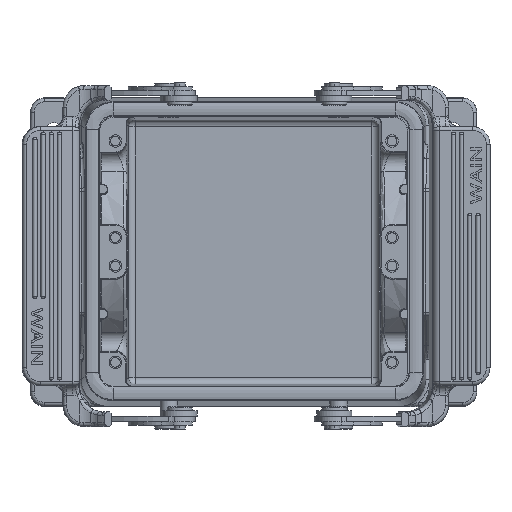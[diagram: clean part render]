
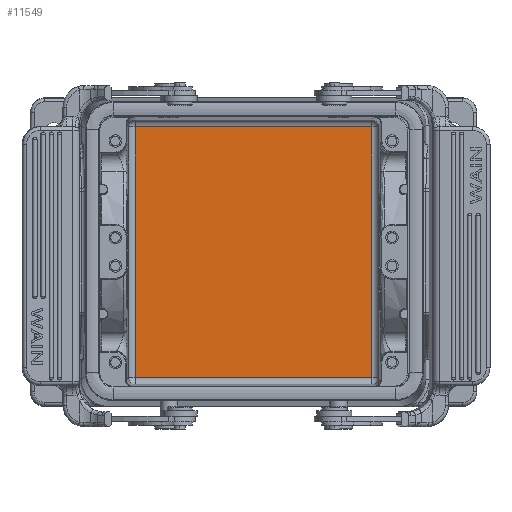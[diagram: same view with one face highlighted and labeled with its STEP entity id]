
A CAD part, top view. The second image highlights one B-rep face of the part: STEP entity #11549.
In plain terms, the highlighted planar face has unit normal (0, 0, 1).
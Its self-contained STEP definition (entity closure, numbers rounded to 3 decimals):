
#9786=FACE_OUTER_BOUND('',#20324,.T.);
#11549=ADVANCED_FACE('',(#9786),#13200,.T.);
#13200=PLANE('',#41169);
#15948=LINE('',#55813,#18011);
#15951=LINE('',#55824,#18014);
#15954=LINE('',#55841,#18017);
#15956=LINE('',#55847,#18019);
#18011=VECTOR('',#44800,1.);
#18014=VECTOR('',#44813,1.);
#18017=VECTOR('',#44826,1.);
#18019=VECTOR('',#44832,1.);
#20324=EDGE_LOOP('',(#23460,#23461,#23462,#23463));
#23460=ORIENTED_EDGE('',*,*,#35659,.T.);
#23461=ORIENTED_EDGE('',*,*,#35653,.T.);
#23462=ORIENTED_EDGE('',*,*,#35668,.T.);
#23463=ORIENTED_EDGE('',*,*,#35665,.T.);
#32261=VERTEX_POINT('',#55810);
#32262=VERTEX_POINT('',#55814);
#32263=VERTEX_POINT('',#55821);
#32268=VERTEX_POINT('',#55842);
#35653=EDGE_CURVE('',#32262,#32261,#15948,.T.);
#35659=EDGE_CURVE('',#32263,#32262,#15951,.T.);
#35665=EDGE_CURVE('',#32268,#32263,#15954,.T.);
#35668=EDGE_CURVE('',#32261,#32268,#15956,.T.);
#41169=AXIS2_PLACEMENT_3D('',#55848,#44833,#44834);
#44800=DIRECTION('',(1.,0.,0.));
#44813=DIRECTION('',(0.,-1.,0.));
#44826=DIRECTION('',(-1.,0.,0.));
#44832=DIRECTION('',(0.,1.,0.));
#44833=DIRECTION('',(0.,0.,1.));
#44834=DIRECTION('',(1.,0.,0.));
#55810=CARTESIAN_POINT('',(95.629,10.511,-82.7));
#55813=CARTESIAN_POINT('',(29.371,10.511,-82.7));
#55814=CARTESIAN_POINT('',(29.371,10.511,-82.7));
#55821=CARTESIAN_POINT('',(29.371,80.667,-82.7));
#55824=CARTESIAN_POINT('',(29.371,80.667,-82.7));
#55841=CARTESIAN_POINT('',(95.629,80.667,-82.7));
#55842=CARTESIAN_POINT('',(95.629,80.667,-82.7));
#55847=CARTESIAN_POINT('',(95.629,10.511,-82.7));
#55848=CARTESIAN_POINT('',(62.5,45.589,-82.7));
